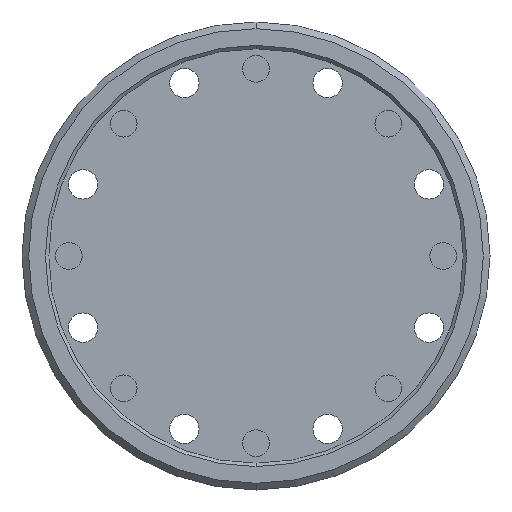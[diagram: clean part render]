
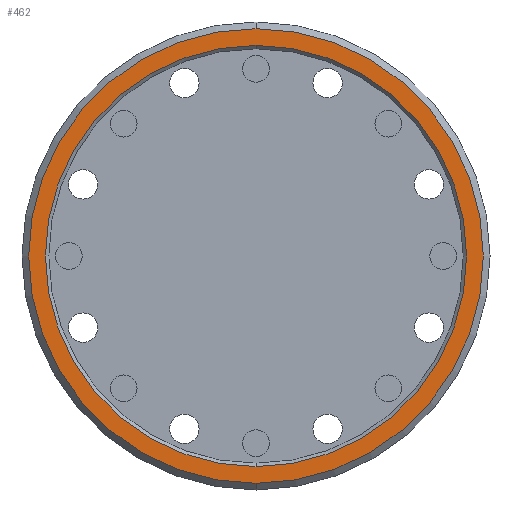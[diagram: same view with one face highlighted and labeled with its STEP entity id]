
A CAD part, front view. The second image highlights one B-rep face of the part: STEP entity #462.
In plain terms, the highlighted planar face has unit normal (0, -1, 0).
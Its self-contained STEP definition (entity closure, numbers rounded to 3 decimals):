
#91 = CIRCLE ( 'NONE', #5024, 34. ) ;
#147 = AXIS2_PLACEMENT_3D ( 'NONE', #1598, #5493, #1297 ) ;
#224 = CARTESIAN_POINT ( 'NONE',  ( 0., -2., 0. ) ) ;
#257 = AXIS2_PLACEMENT_3D ( 'NONE', #1423, #3355, #3333 ) ;
#427 = CARTESIAN_POINT ( 'NONE',  ( 0., -2., 0. ) ) ;
#462 = ADVANCED_FACE ( 'NONE', ( #1555, #4267 ), #3725, .T. ) ;
#536 = CIRCLE ( 'NONE', #4663, 34. ) ;
#888 = DIRECTION ( 'NONE',  ( 0., 0., -1. ) ) ;
#1073 = DIRECTION ( 'NONE',  ( 0., 1., 0. ) ) ;
#1297 = DIRECTION ( 'NONE',  ( 0., 0., -1. ) ) ;
#1423 = CARTESIAN_POINT ( 'NONE',  ( 0., -2., 0. ) ) ;
#1555 = FACE_OUTER_BOUND ( 'NONE', #4599, .T. ) ;
#1598 = CARTESIAN_POINT ( 'NONE',  ( 0., -2., 0. ) ) ;
#1768 = VERTEX_POINT ( 'NONE', #2300 ) ;
#2163 = EDGE_CURVE ( 'NONE', #4593, #5550, #5303, .T. ) ;
#2290 = VERTEX_POINT ( 'NONE', #4674 ) ;
#2300 = CARTESIAN_POINT ( 'NONE',  ( 0., -2., 34. ) ) ;
#2391 = ORIENTED_EDGE ( 'NONE', *, *, #2163, .T. ) ;
#2599 = ORIENTED_EDGE ( 'NONE', *, *, #3820, .T. ) ;
#2715 = DIRECTION ( 'NONE',  ( 0., -1., 0. ) ) ;
#3004 = DIRECTION ( 'NONE',  ( 0., 0., -1. ) ) ;
#3333 = DIRECTION ( 'NONE',  ( 0., 0., -1. ) ) ;
#3355 = DIRECTION ( 'NONE',  ( 0., -1., 0. ) ) ;
#3471 = CARTESIAN_POINT ( 'NONE',  ( 0., -2., 0. ) ) ;
#3725 = PLANE ( 'NONE',  #257 ) ;
#3820 = EDGE_CURVE ( 'NONE', #2290, #1768, #91, .T. ) ;
#4177 = AXIS2_PLACEMENT_3D ( 'NONE', #224, #1073, #3004 ) ;
#4267 = FACE_BOUND ( 'NONE', #4749, .T. ) ;
#4584 = CARTESIAN_POINT ( 'NONE',  ( 0., -2., 31.5 ) ) ;
#4593 = VERTEX_POINT ( 'NONE', #5547 ) ;
#4599 = EDGE_LOOP ( 'NONE', ( #5968, #2599 ) ) ;
#4663 = AXIS2_PLACEMENT_3D ( 'NONE', #3471, #5455, #5872 ) ;
#4674 = CARTESIAN_POINT ( 'NONE',  ( 0., -2., -34. ) ) ;
#4692 = EDGE_CURVE ( 'NONE', #1768, #2290, #536, .T. ) ;
#4749 = EDGE_LOOP ( 'NONE', ( #2391, #5378 ) ) ;
#5024 = AXIS2_PLACEMENT_3D ( 'NONE', #427, #2715, #888 ) ;
#5303 = CIRCLE ( 'NONE', #147, 31.5 ) ;
#5360 = CIRCLE ( 'NONE', #4177, 31.5 ) ;
#5378 = ORIENTED_EDGE ( 'NONE', *, *, #5607, .T. ) ;
#5455 = DIRECTION ( 'NONE',  ( 0., -1., 0. ) ) ;
#5493 = DIRECTION ( 'NONE',  ( 0., 1., 0. ) ) ;
#5547 = CARTESIAN_POINT ( 'NONE',  ( 0., -2., -31.5 ) ) ;
#5550 = VERTEX_POINT ( 'NONE', #4584 ) ;
#5607 = EDGE_CURVE ( 'NONE', #5550, #4593, #5360, .T. ) ;
#5872 = DIRECTION ( 'NONE',  ( 0., 0., -1. ) ) ;
#5968 = ORIENTED_EDGE ( 'NONE', *, *, #4692, .T. ) ;
